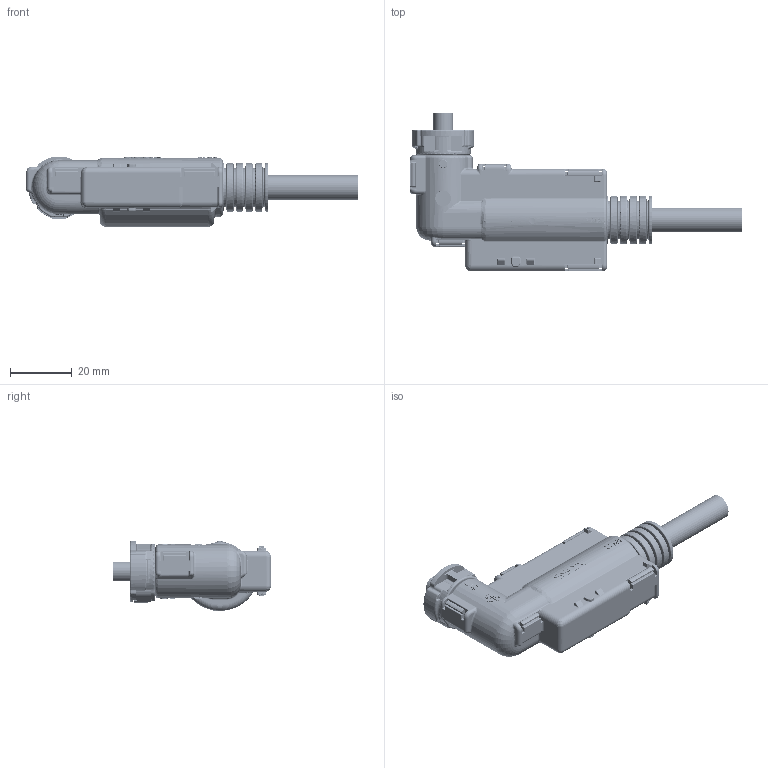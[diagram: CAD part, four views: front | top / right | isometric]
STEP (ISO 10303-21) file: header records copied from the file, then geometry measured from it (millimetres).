
FILE_DESCRIPTION(('CATIA V5 STEP','CAx-IF Rec.Pracs.--- Model Styling and Organization---1.4--- 2014-01-23'),'2;1');
FILE_NAME('Download-SV241N WKU 90_GRAD_1_4_ 8x1 heated.stp','2019-06-28T08:51:07+00:00',('none'),('none'),'CATIA Version 5-6 Release 2016 SP3 HF59','CATIA V5 STEP AP214 Edition 3','none');
FILE_SCHEMA(('AUTOMOTIVE_DESIGN { 1 0 10303 214 3 1 1 1 }'));
Length unit declared in the file: millimetre
Products named in the file (1): Download-SV241N WKU 90° 1_4_ 8x1 heated
Bounding box: 107.33 x 51.12 x 22.92 mm (x, y, z)
Volume: 18019.4 mm3; surface area: 32605.5 mm2
Topology: 7 solids, 7 shells, 6892 faces, 17548 edges, 10347 vertices
Faces by surface type: plane 2377, cylinder 1716, torus 1103, bspline 1076, sphere 335, cone 211, extrusion 74
Entity records: 267724 total; most frequent: CARTESIAN_POINT 114698, ORIENTED_EDGE 34244, DIRECTION 22550, EDGE_CURVE 17122, VERTEX_POINT 10345, AXIS2_PLACEMENT_3D 9730, VECTOR 7782, LINE 7708
